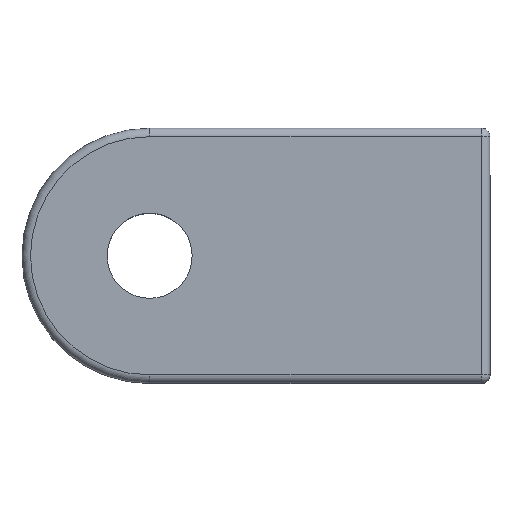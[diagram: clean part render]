
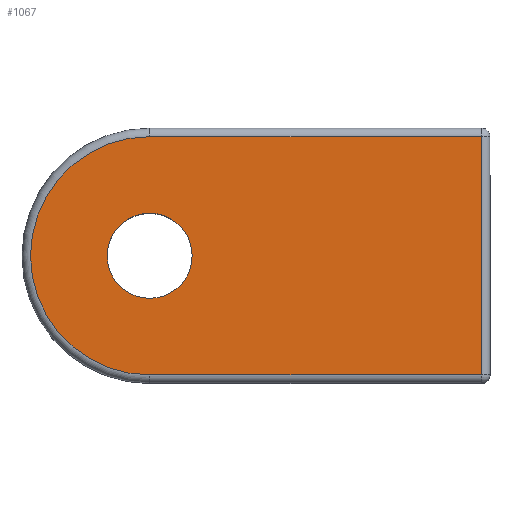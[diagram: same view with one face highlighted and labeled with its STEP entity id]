
A CAD part, top view. The second image highlights one B-rep face of the part: STEP entity #1067.
In plain terms, the highlighted planar face has unit normal (0, 0, 1).
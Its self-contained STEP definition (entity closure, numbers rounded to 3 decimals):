
#3 = FACE_OUTER_BOUND ( 'NONE', #363, .T. ) ;
#19 = FACE_BOUND ( 'NONE', #389, .T. ) ;
#76 = VERTEX_POINT ( 'NONE', #1082 ) ;
#80 = DIRECTION ( 'NONE',  ( 0., 0., 1. ) ) ;
#82 = AXIS2_PLACEMENT_3D ( 'NONE', #916, #358, #1228 ) ;
#105 = AXIS2_PLACEMENT_3D ( 'NONE', #379, #667, #1055 ) ;
#109 = VERTEX_POINT ( 'NONE', #1204 ) ;
#176 = PLANE ( 'NONE',  #1004 ) ;
#204 = VECTOR ( 'NONE', #557, 1000. ) ;
#358 = DIRECTION ( 'NONE',  ( 0., 0., 1. ) ) ;
#363 = EDGE_LOOP ( 'NONE', ( #806, #803, #1135, #1122 ) ) ;
#379 = CARTESIAN_POINT ( 'NONE',  ( -80., 0., 60. ) ) ;
#389 = EDGE_LOOP ( 'NONE', ( #518, #884 ) ) ;
#412 = AXIS2_PLACEMENT_3D ( 'NONE', #1018, #450, #1130 ) ;
#450 = DIRECTION ( 'NONE',  ( 0., 0., 1. ) ) ;
#460 = VECTOR ( 'NONE', #677, 1000. ) ;
#474 = CARTESIAN_POINT ( 'NONE',  ( -80., 28., 60. ) ) ;
#518 = ORIENTED_EDGE ( 'NONE', *, *, #957, .F. ) ;
#550 = VERTEX_POINT ( 'NONE', #1137 ) ;
#557 = DIRECTION ( 'NONE',  ( 0., 1., 0. ) ) ;
#559 = EDGE_CURVE ( 'NONE', #76, #109, #1244, .T. ) ;
#616 = VECTOR ( 'NONE', #1158, 1000. ) ;
#649 = CARTESIAN_POINT ( 'NONE',  ( -80., 0., 60. ) ) ;
#651 = CIRCLE ( 'NONE', #412, 10. ) ;
#667 = DIRECTION ( 'NONE',  ( 0., 0., 1. ) ) ;
#677 = DIRECTION ( 'NONE',  ( -1., 0., 0. ) ) ;
#692 = EDGE_CURVE ( 'NONE', #837, #76, #944, .T. ) ;
#696 = CIRCLE ( 'NONE', #82, 28. ) ;
#731 = EDGE_CURVE ( 'NONE', #109, #934, #955, .T. ) ;
#741 = CIRCLE ( 'NONE', #105, 10. ) ;
#803 = ORIENTED_EDGE ( 'NONE', *, *, #559, .T. ) ;
#806 = ORIENTED_EDGE ( 'NONE', *, *, #692, .T. ) ;
#837 = VERTEX_POINT ( 'NONE', #902 ) ;
#884 = ORIENTED_EDGE ( 'NONE', *, *, #1255, .F. ) ;
#902 = CARTESIAN_POINT ( 'NONE',  ( -80., -28., 60. ) ) ;
#916 = CARTESIAN_POINT ( 'NONE',  ( -80., 0., 60. ) ) ;
#934 = VERTEX_POINT ( 'NONE', #1014 ) ;
#944 = LINE ( 'NONE', #1161, #616 ) ;
#952 = EDGE_CURVE ( 'NONE', #934, #837, #696, .T. ) ;
#955 = LINE ( 'NONE', #474, #460 ) ;
#957 = EDGE_CURVE ( 'NONE', #1176, #550, #651, .T. ) ;
#1004 = AXIS2_PLACEMENT_3D ( 'NONE', #649, #80, #1128 ) ;
#1014 = CARTESIAN_POINT ( 'NONE',  ( -80., 28., 60. ) ) ;
#1018 = CARTESIAN_POINT ( 'NONE',  ( -80., 0., 60. ) ) ;
#1052 = CARTESIAN_POINT ( 'NONE',  ( -90., 0., 60. ) ) ;
#1055 = DIRECTION ( 'NONE',  ( 1., 0., 0. ) ) ;
#1067 = ADVANCED_FACE ( 'NONE', ( #3, #19 ), #176, .T. ) ;
#1082 = CARTESIAN_POINT ( 'NONE',  ( -2., -28., 60. ) ) ;
#1122 = ORIENTED_EDGE ( 'NONE', *, *, #952, .T. ) ;
#1128 = DIRECTION ( 'NONE',  ( 1., 0., 0. ) ) ;
#1130 = DIRECTION ( 'NONE',  ( 1., 0., 0. ) ) ;
#1135 = ORIENTED_EDGE ( 'NONE', *, *, #731, .T. ) ;
#1137 = CARTESIAN_POINT ( 'NONE',  ( -70., 0., 60. ) ) ;
#1156 = CARTESIAN_POINT ( 'NONE',  ( -2., 30., 60. ) ) ;
#1158 = DIRECTION ( 'NONE',  ( 1., 0., 0. ) ) ;
#1161 = CARTESIAN_POINT ( 'NONE',  ( 0., -28., 60. ) ) ;
#1176 = VERTEX_POINT ( 'NONE', #1052 ) ;
#1204 = CARTESIAN_POINT ( 'NONE',  ( -2., 28., 60. ) ) ;
#1228 = DIRECTION ( 'NONE',  ( 1., 0., 0. ) ) ;
#1244 = LINE ( 'NONE', #1156, #204 ) ;
#1255 = EDGE_CURVE ( 'NONE', #550, #1176, #741, .T. ) ;
